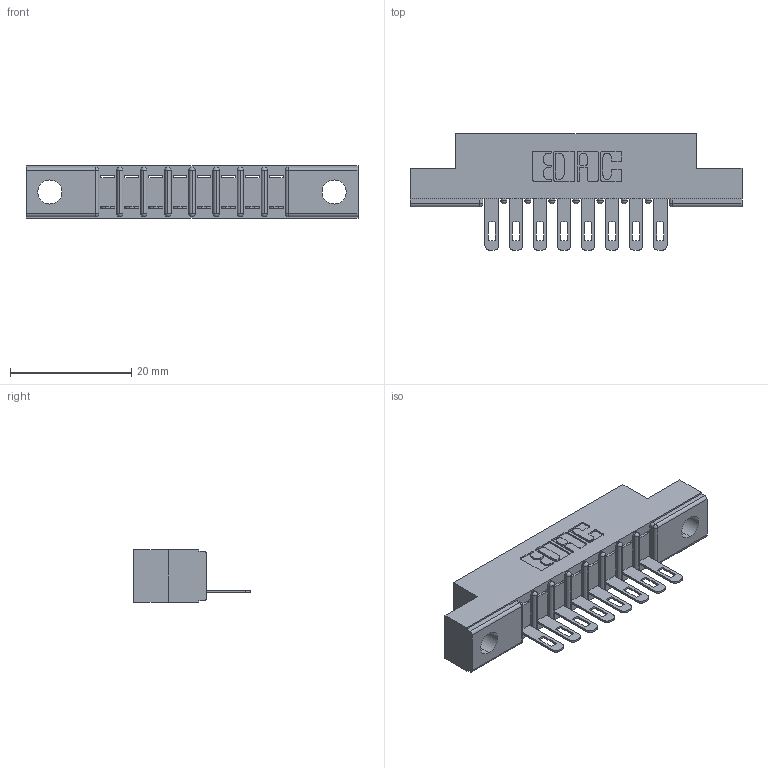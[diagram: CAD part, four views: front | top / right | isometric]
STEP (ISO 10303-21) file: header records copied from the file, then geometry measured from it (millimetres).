
FILE_DESCRIPTION (( 'STEP AP203' ), '1' );
FILE_NAME ('307-008-505-104.STEP', '2019-09-03T14:17:18', ( '' ), ( '' ), 'SwSTEP 2.0', 'SolidWorks 2016', '' );
FILE_SCHEMA (( 'CONFIG_CONTROL_DESIGN' ));
Length unit declared in the file: inch
Products named in the file (3): 307 Part_.156 Dia Mounting Holes; 307-008-505-104; 307-290-001_505
Assembly tree (9 placements, depth 2):
  307-008-505-104
    307 Part_.156 Dia Mounting Holes
    307-290-001_505  x8
Bounding box: 54.71 x 19.18 x 8.71 mm (x, y, z)
Volume: 3394.1 mm3; surface area: 4671 mm2
Topology: 9 solids, 9 shells, 589 faces, 1655 edges, 1066 vertices
Faces by surface type: plane 372, cylinder 199, sphere 18
Entity records: 11442 total; most frequent: CARTESIAN_POINT 1918, ORIENTED_EDGE 1902, DIRECTION 1879, EDGE_CURVE 951, LINE 721, VECTOR 721, VERTEX_POINT 618, AXIS2_PLACEMENT_3D 579
